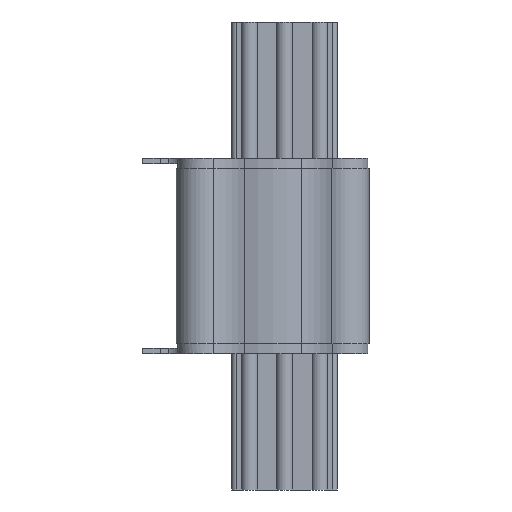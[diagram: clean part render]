
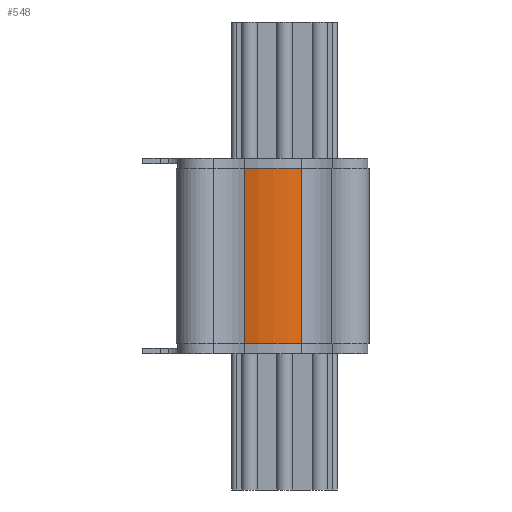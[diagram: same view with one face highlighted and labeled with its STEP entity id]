
A CAD part, left-side view. The second image highlights one B-rep face of the part: STEP entity #548.
In plain terms, the highlighted cylindrical face has radius 33 mm (diameter 66 mm), a partial arc.
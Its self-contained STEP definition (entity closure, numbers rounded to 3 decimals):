
#122=CYLINDRICAL_SURFACE('',#2314,33.);
#225=LINE('',#3404,#397);
#227=LINE('',#3412,#399);
#397=VECTOR('',#2714,1.);
#399=VECTOR('',#2722,1.);
#548=ADVANCED_FACE('',(#707),#122,.T.);
#707=FACE_OUTER_BOUND('',#819,.T.);
#819=EDGE_LOOP('',(#1086,#1087,#1088,#1089));
#1086=ORIENTED_EDGE('',*,*,#1866,.T.);
#1087=ORIENTED_EDGE('',*,*,#1867,.F.);
#1088=ORIENTED_EDGE('',*,*,#1868,.F.);
#1089=ORIENTED_EDGE('',*,*,#1863,.T.);
#1621=VERTEX_POINT('',#3403);
#1622=VERTEX_POINT('',#3405);
#1624=VERTEX_POINT('',#3411);
#1625=VERTEX_POINT('',#3413);
#1863=EDGE_CURVE('',#1622,#1621,#225,.T.);
#1866=EDGE_CURVE('',#1621,#1624,#2130,.T.);
#1867=EDGE_CURVE('',#1625,#1624,#227,.T.);
#1868=EDGE_CURVE('',#1622,#1625,#2131,.T.);
#2130=CIRCLE('',#2312,33.);
#2131=CIRCLE('',#2313,33.);
#2312=AXIS2_PLACEMENT_3D('',#3410,#2720,#2721);
#2313=AXIS2_PLACEMENT_3D('',#3414,#2723,#2724);
#2314=AXIS2_PLACEMENT_3D('',#3415,#2725,#2726);
#2714=DIRECTION('',(0.,0.,1.));
#2720=DIRECTION('',(0.,0.,-1.));
#2721=DIRECTION('',(1.,0.,0.));
#2722=DIRECTION('',(0.,0.,1.));
#2723=DIRECTION('',(0.,0.,-1.));
#2724=DIRECTION('',(1.,0.,0.));
#2725=DIRECTION('',(0.,0.,1.));
#2726=DIRECTION('',(1.,0.,0.));
#3403=CARTESIAN_POINT('',(10.004,26.373,-3.5));
#3404=CARTESIAN_POINT('',(10.004,26.373,-63.5));
#3405=CARTESIAN_POINT('',(10.004,26.373,-63.5));
#3410=CARTESIAN_POINT('',(41.504,36.21,-3.5));
#3411=CARTESIAN_POINT('',(10.004,46.047,-3.5));
#3412=CARTESIAN_POINT('',(10.004,46.047,-63.5));
#3413=CARTESIAN_POINT('',(10.004,46.047,-63.5));
#3414=CARTESIAN_POINT('',(41.504,36.21,-63.5));
#3415=CARTESIAN_POINT('',(41.504,36.21,-63.5));
